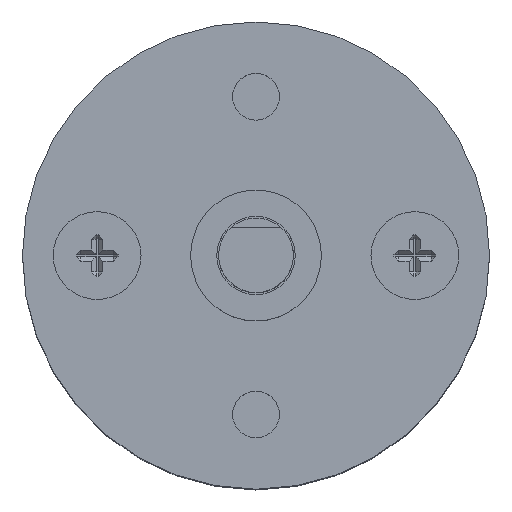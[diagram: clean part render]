
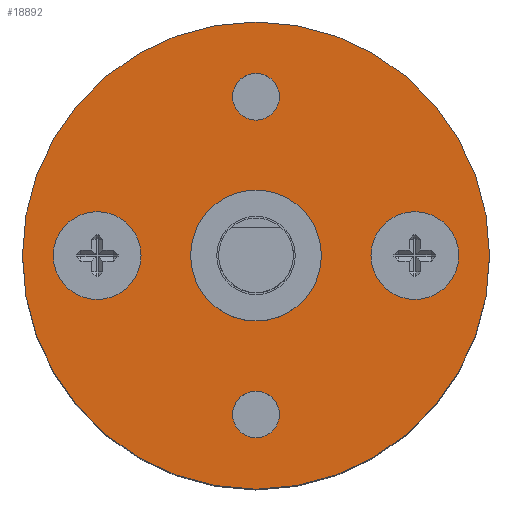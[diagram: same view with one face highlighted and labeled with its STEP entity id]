
A CAD part, top view. The second image highlights one B-rep face of the part: STEP entity #18892.
In plain terms, the highlighted planar face has unit normal (0, 0, 1).
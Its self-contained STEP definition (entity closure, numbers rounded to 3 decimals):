
#398 = CARTESIAN_POINT ( 'NONE',  ( 0., 0., 0. ) ) ;
#523 = FACE_BOUND ( 'NONE', #25618, .T. ) ;
#564 = ORIENTED_EDGE ( 'NONE', *, *, #16453, .F. ) ;
#1527 = EDGE_CURVE ( 'NONE', #10196, #10196, #4347, .T. ) ;
#2002 = ORIENTED_EDGE ( 'NONE', *, *, #2493, .F. ) ;
#2493 = EDGE_CURVE ( 'NONE', #25220, #25220, #26830, .T. ) ;
#2779 = AXIS2_PLACEMENT_3D ( 'NONE', #6720, #12774, #19343 ) ;
#2830 = DIRECTION ( 'NONE',  ( 0., 0., 1. ) ) ;
#3057 = AXIS2_PLACEMENT_3D ( 'NONE', #21326, #2830, #15207 ) ;
#3097 = CARTESIAN_POINT ( 'NONE',  ( -12.5, 0., 0. ) ) ;
#3507 = EDGE_LOOP ( 'NONE', ( #2002 ) ) ;
#4254 = DIRECTION ( 'NONE',  ( 0., 0., 1. ) ) ;
#4347 = CIRCLE ( 'NONE', #23122, 3.5 ) ;
#4392 = DIRECTION ( 'NONE',  ( -1., 0., 0. ) ) ;
#6113 = FACE_BOUND ( 'NONE', #3507, .T. ) ;
#6355 = DIRECTION ( 'NONE',  ( 1., 0., 0. ) ) ;
#6720 = CARTESIAN_POINT ( 'NONE',  ( 0., -8.5, 0. ) ) ;
#6925 = CIRCLE ( 'NONE', #19219, 12.5 ) ;
#7224 = VERTEX_POINT ( 'NONE', #17679 ) ;
#7755 = AXIS2_PLACEMENT_3D ( 'NONE', #8803, #23410, #4392 ) ;
#8568 = CARTESIAN_POINT ( 'NONE',  ( 0., 0., 0. ) ) ;
#8573 = EDGE_LOOP ( 'NONE', ( #26761 ) ) ;
#8680 = CIRCLE ( 'NONE', #3057, 2.35 ) ;
#8803 = CARTESIAN_POINT ( 'NONE',  ( 0., 0., 0. ) ) ;
#9878 = EDGE_CURVE ( 'NONE', #17383, #17383, #6925, .T. ) ;
#10196 = VERTEX_POINT ( 'NONE', #19077 ) ;
#10664 = PLANE ( 'NONE',  #7755 ) ;
#10795 = DIRECTION ( 'NONE',  ( 0., 0., -1. ) ) ;
#11655 = FACE_OUTER_BOUND ( 'NONE', #8573, .T. ) ;
#12316 = ORIENTED_EDGE ( 'NONE', *, *, #24145, .T. ) ;
#12719 = ORIENTED_EDGE ( 'NONE', *, *, #24519, .F. ) ;
#12774 = DIRECTION ( 'NONE',  ( 0., 0., 1. ) ) ;
#12944 = DIRECTION ( 'NONE',  ( -1., 0., 0. ) ) ;
#13130 = DIRECTION ( 'NONE',  ( -1., 0., 0. ) ) ;
#13478 = CIRCLE ( 'NONE', #19109, 1.25 ) ;
#13639 = CARTESIAN_POINT ( 'NONE',  ( -10.85, 0., 0. ) ) ;
#15053 = DIRECTION ( 'NONE',  ( -1., 0., 0. ) ) ;
#15056 = DIRECTION ( 'NONE',  ( 0., 0., 1. ) ) ;
#15207 = DIRECTION ( 'NONE',  ( 1., 0., 0. ) ) ;
#15260 = FACE_BOUND ( 'NONE', #20060, .T. ) ;
#16453 = EDGE_CURVE ( 'NONE', #19336, #19336, #13478, .T. ) ;
#16966 = CARTESIAN_POINT ( 'NONE',  ( 0., 8.5, 0. ) ) ;
#17055 = VERTEX_POINT ( 'NONE', #13639 ) ;
#17221 = FACE_BOUND ( 'NONE', #17744, .T. ) ;
#17383 = VERTEX_POINT ( 'NONE', #3097 ) ;
#17679 = CARTESIAN_POINT ( 'NONE',  ( 10.85, 0., 0. ) ) ;
#17744 = EDGE_LOOP ( 'NONE', ( #12719 ) ) ;
#18892 = ADVANCED_FACE ( 'NONE', ( #17221, #6113, #15260, #11655, #523, #20139 ), #10664, .F. ) ;
#19077 = CARTESIAN_POINT ( 'NONE',  ( -3.5, 0., 0. ) ) ;
#19109 = AXIS2_PLACEMENT_3D ( 'NONE', #16966, #4254, #6355 ) ;
#19219 = AXIS2_PLACEMENT_3D ( 'NONE', #8568, #21262, #15053 ) ;
#19336 = VERTEX_POINT ( 'NONE', #22058 ) ;
#19343 = DIRECTION ( 'NONE',  ( 1., 0., 0. ) ) ;
#19964 = ORIENTED_EDGE ( 'NONE', *, *, #1527, .F. ) ;
#20060 = EDGE_LOOP ( 'NONE', ( #564 ) ) ;
#20139 = FACE_BOUND ( 'NONE', #24396, .T. ) ;
#21262 = DIRECTION ( 'NONE',  ( 0., 0., -1. ) ) ;
#21326 = CARTESIAN_POINT ( 'NONE',  ( 8.5, 0., 0. ) ) ;
#21792 = CARTESIAN_POINT ( 'NONE',  ( 1.25, -8.5, 0. ) ) ;
#22058 = CARTESIAN_POINT ( 'NONE',  ( 1.25, 8.5, 0. ) ) ;
#23122 = AXIS2_PLACEMENT_3D ( 'NONE', #398, #15056, #12944 ) ;
#23410 = DIRECTION ( 'NONE',  ( 0., 0., -1. ) ) ;
#24145 = EDGE_CURVE ( 'NONE', #17055, #17055, #24689, .T. ) ;
#24396 = EDGE_LOOP ( 'NONE', ( #12316 ) ) ;
#24519 = EDGE_CURVE ( 'NONE', #7224, #7224, #8680, .T. ) ;
#24689 = CIRCLE ( 'NONE', #27074, 2.35 ) ;
#25220 = VERTEX_POINT ( 'NONE', #21792 ) ;
#25618 = EDGE_LOOP ( 'NONE', ( #19964 ) ) ;
#25635 = CARTESIAN_POINT ( 'NONE',  ( -8.5, 0., 0. ) ) ;
#26761 = ORIENTED_EDGE ( 'NONE', *, *, #9878, .F. ) ;
#26830 = CIRCLE ( 'NONE', #2779, 1.25 ) ;
#27074 = AXIS2_PLACEMENT_3D ( 'NONE', #25635, #10795, #13130 ) ;
